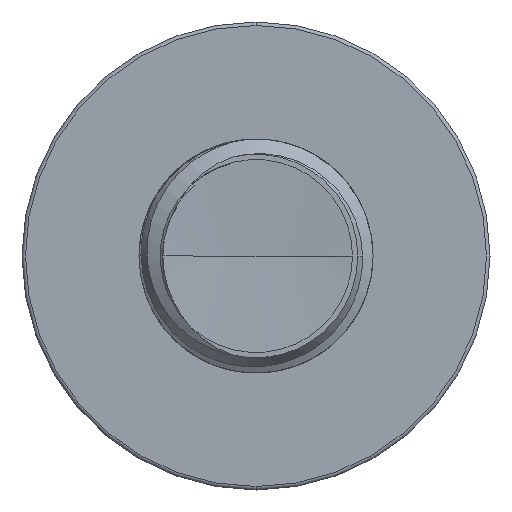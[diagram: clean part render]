
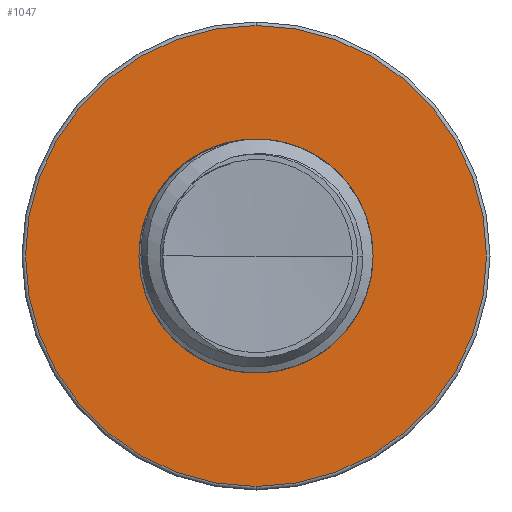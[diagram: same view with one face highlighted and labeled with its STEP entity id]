
A CAD part, front view. The second image highlights one B-rep face of the part: STEP entity #1047.
In plain terms, the highlighted planar face has unit normal (0, -1, 0).
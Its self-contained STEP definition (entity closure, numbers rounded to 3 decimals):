
#286 = AXIS2_PLACEMENT_3D ( 'NONE', #2246, #2182, #2163 ) ;
#382 = DIRECTION ( 'NONE',  ( 0., -1., 0. ) ) ;
#1047 = ADVANCED_FACE ( 'NONE', ( #26705, #27089 ), #20572, .T. ) ;
#1236 = DIRECTION ( 'NONE',  ( 0., 0., -1. ) ) ;
#1275 = DIRECTION ( 'NONE',  ( 0., -1., 0. ) ) ;
#1298 = CARTESIAN_POINT ( 'NONE',  ( 0., 8., 0. ) ) ;
#2086 = AXIS2_PLACEMENT_3D ( 'NONE', #14258, #382, #16691 ) ;
#2163 = DIRECTION ( 'NONE',  ( 0., 0., -1. ) ) ;
#2182 = DIRECTION ( 'NONE',  ( 0., -1., 0. ) ) ;
#2246 = CARTESIAN_POINT ( 'NONE',  ( 0., 8., 0. ) ) ;
#2276 = VERTEX_POINT ( 'NONE', #24968 ) ;
#2926 = EDGE_LOOP ( 'NONE', ( #9249, #18374 ) ) ;
#3983 = CIRCLE ( 'NONE', #17952, 5.91 ) ;
#7109 = VERTEX_POINT ( 'NONE', #25826 ) ;
#8537 = AXIS2_PLACEMENT_3D ( 'NONE', #21529, #20540, #20508 ) ;
#9249 = ORIENTED_EDGE ( 'NONE', *, *, #13014, .F. ) ;
#9319 = CIRCLE ( 'NONE', #14024, 5.91 ) ;
#10025 = CARTESIAN_POINT ( 'NONE',  ( 0., 8., 5.91 ) ) ;
#10105 = EDGE_LOOP ( 'NONE', ( #21872, #25343 ) ) ;
#10701 = EDGE_CURVE ( 'NONE', #24953, #26534, #9319, .T. ) ;
#12352 = CARTESIAN_POINT ( 'NONE',  ( 0., 8., -5.91 ) ) ;
#13014 = EDGE_CURVE ( 'NONE', #7109, #2276, #18408, .T. ) ;
#13115 = EDGE_CURVE ( 'NONE', #26534, #24953, #3983, .T. ) ;
#14024 = AXIS2_PLACEMENT_3D ( 'NONE', #17410, #17370, #17337 ) ;
#14258 = CARTESIAN_POINT ( 'NONE',  ( 0., 8., 0. ) ) ;
#16691 = DIRECTION ( 'NONE',  ( 0., 0., -1. ) ) ;
#17337 = DIRECTION ( 'NONE',  ( 0., 0., -1. ) ) ;
#17370 = DIRECTION ( 'NONE',  ( 0., -1., 0. ) ) ;
#17410 = CARTESIAN_POINT ( 'NONE',  ( 0., 8., 0. ) ) ;
#17952 = AXIS2_PLACEMENT_3D ( 'NONE', #1298, #1275, #1236 ) ;
#18374 = ORIENTED_EDGE ( 'NONE', *, *, #20684, .F. ) ;
#18408 = CIRCLE ( 'NONE', #286, 2.923 ) ;
#20508 = DIRECTION ( 'NONE',  ( 0., 0., -1. ) ) ;
#20540 = DIRECTION ( 'NONE',  ( 0., -1., 0. ) ) ;
#20572 = PLANE ( 'NONE',  #8537 ) ;
#20684 = EDGE_CURVE ( 'NONE', #2276, #7109, #21883, .T. ) ;
#21529 = CARTESIAN_POINT ( 'NONE',  ( 0., 8., 2.923 ) ) ;
#21872 = ORIENTED_EDGE ( 'NONE', *, *, #10701, .T. ) ;
#21883 = CIRCLE ( 'NONE', #2086, 2.923 ) ;
#24953 = VERTEX_POINT ( 'NONE', #12352 ) ;
#24968 = CARTESIAN_POINT ( 'NONE',  ( 0., 8., 2.923 ) ) ;
#25343 = ORIENTED_EDGE ( 'NONE', *, *, #13115, .T. ) ;
#25826 = CARTESIAN_POINT ( 'NONE',  ( 0., 8., -2.923 ) ) ;
#26534 = VERTEX_POINT ( 'NONE', #10025 ) ;
#26705 = FACE_OUTER_BOUND ( 'NONE', #10105, .T. ) ;
#27089 = FACE_BOUND ( 'NONE', #2926, .T. ) ;
